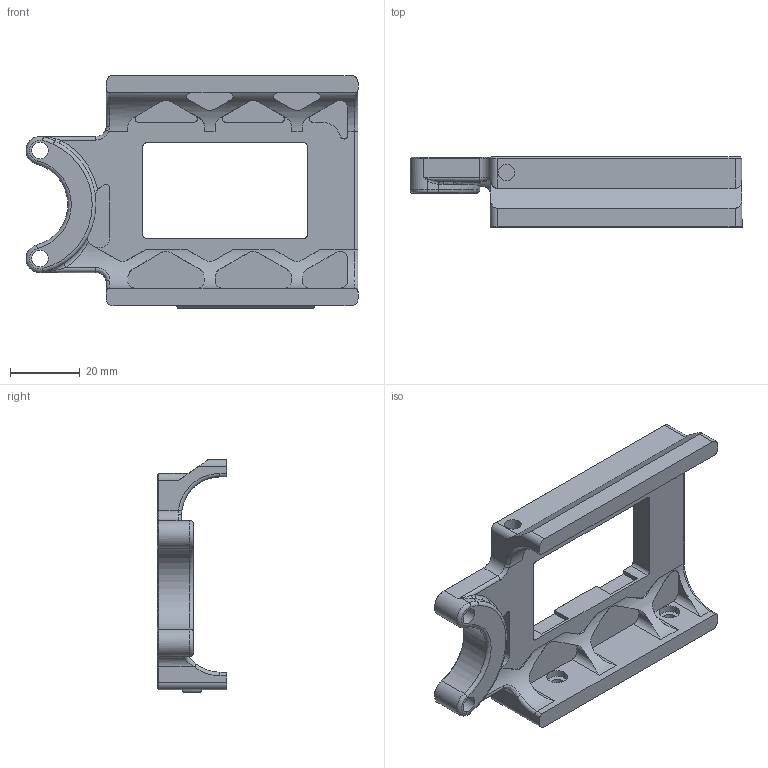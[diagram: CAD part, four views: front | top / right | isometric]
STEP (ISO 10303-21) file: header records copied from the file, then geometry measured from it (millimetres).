
FILE_DESCRIPTION(/* description */ (''),/* implementation_level */ '2;1');
FILE_NAME(/* name */ 'IEC-GS_1mm_Mod.step',/* time_stamp */ '2022-09-17T21:26:52-05:00',/* author */ (''),/* organization */ (''),/* preprocessor_version */ 'ST-DEVELOPER v19',/* originating_system */ 'Autodesk Translation Framework v11.7.0.108',/* authorisation */ '');
FILE_SCHEMA (('AUTOMOTIVE_DESIGN { 1 0 10303 214 3 1 1 }'));
Length unit declared in the file: millimetre
Products named in the file (1): For_1.0mm_Mounting_Tabs
Bounding box: 95.2 x 20 x 66.8 mm (x, y, z)
Volume: 36133.6 mm3; surface area: 16600.4 mm2
Topology: 1 solids, 1 shells, 230 faces, 614 edges, 386 vertices
Faces by surface type: plane 117, cylinder 79, cone 13, torus 13, bspline 8
Full cylindrical faces by diameter (mm): 3.2 x2, 4.7 x3, 6 x2
Entity records: 7672 total; most frequent: CARTESIAN_POINT 1862, ORIENTED_EDGE 1224, DIRECTION 1205, EDGE_CURVE 612, AXIS2_PLACEMENT_3D 422, VERTEX_POINT 386, LINE 361, VECTOR 361
